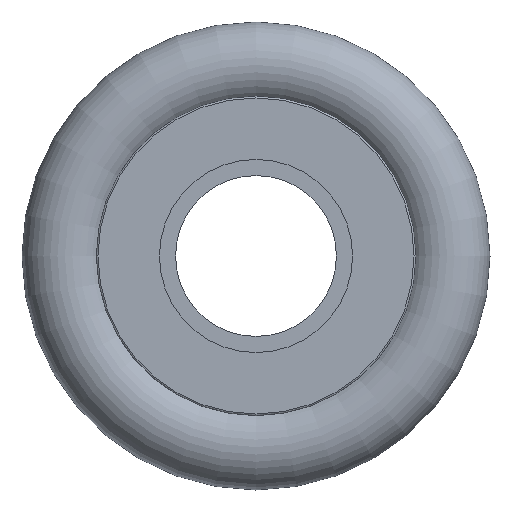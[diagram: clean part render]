
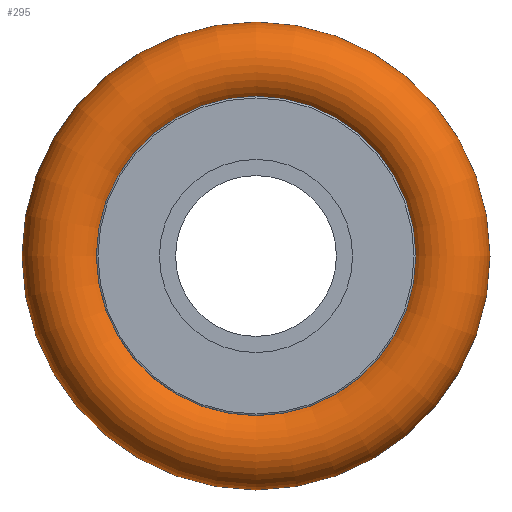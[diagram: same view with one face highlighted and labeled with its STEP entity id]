
A CAD part, front view. The second image highlights one B-rep face of the part: STEP entity #295.
In plain terms, the highlighted toroidal (fillet/blend) face has major radius 11.875 mm and minor radius 2.665 mm.
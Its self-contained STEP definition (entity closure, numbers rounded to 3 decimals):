
#63=FACE_OUTER_BOUND('',#83,.T.);
#83=EDGE_LOOP('',(#271,#272,#273,#274));
#119=CIRCLE('',#406,2.665);
#120=CIRCLE('',#407,9.21);
#151=VERTEX_POINT('',#615);
#191=EDGE_CURVE('',#151,#151,#119,.T.);
#192=EDGE_CURVE('',#151,#151,#120,.T.);
#271=ORIENTED_EDGE('',*,*,#191,.F.);
#272=ORIENTED_EDGE('',*,*,#192,.T.);
#273=ORIENTED_EDGE('',*,*,#191,.T.);
#274=ORIENTED_EDGE('',*,*,#192,.F.);
#280=TOROIDAL_SURFACE('',#405,11.875,2.665);
#295=ADVANCED_FACE('',(#63),#280,.T.);
#405=AXIS2_PLACEMENT_3D('',#614,#518,#519);
#406=AXIS2_PLACEMENT_3D('',#616,#520,#521);
#407=AXIS2_PLACEMENT_3D('',#617,#522,#523);
#518=DIRECTION('center_axis',(0.,1.,0.));
#519=DIRECTION('ref_axis',(0.,0.,1.));
#520=DIRECTION('center_axis',(-1.,0.,0.));
#521=DIRECTION('ref_axis',(0.,0.,-1.));
#522=DIRECTION('center_axis',(0.,-1.,0.));
#523=DIRECTION('ref_axis',(0.,0.,1.));
#614=CARTESIAN_POINT('Origin',(0.,0.,0.));
#615=CARTESIAN_POINT('',(0.,0.,-9.21));
#616=CARTESIAN_POINT('Origin',(0.,0.,-11.875));
#617=CARTESIAN_POINT('Origin',(0.,0.,0.));
